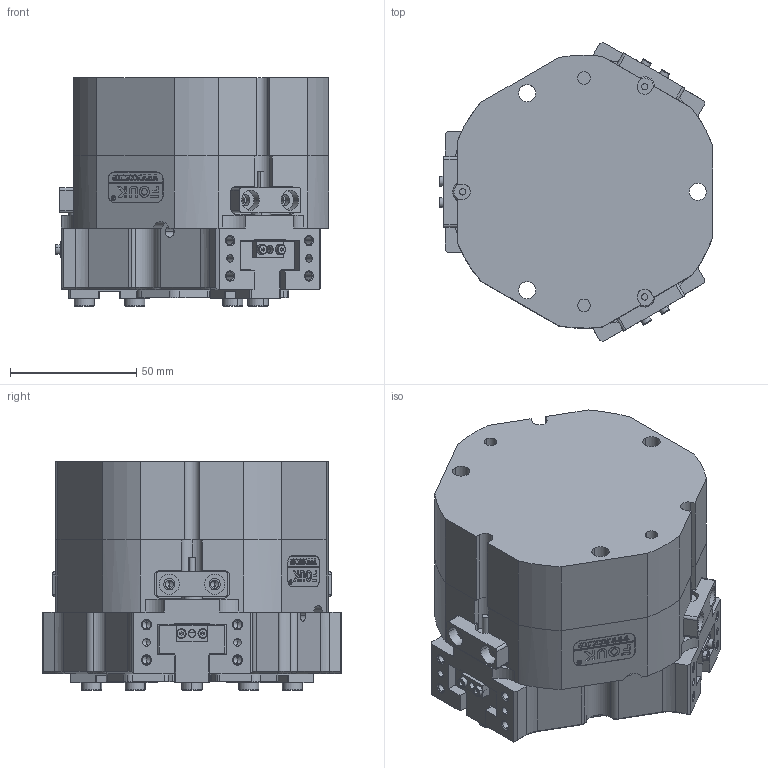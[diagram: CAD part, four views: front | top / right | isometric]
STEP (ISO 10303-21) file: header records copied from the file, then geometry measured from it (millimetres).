
FILE_DESCRIPTION (( 'STEP AP203' ), '1' );
FILE_NAME ('TZ75-119-S-NO.STEP', '2024-12-06T01:54:29', ( 'USER-' ), ( 'Microsoft' ), 'SwSTEP 2.0', 'SolidWorks 2018', '' );
FILE_SCHEMA (( 'CONFIG_CONTROL_DESIGN' ));
Length unit declared in the file: millimetre
Products named in the file (12): 25x12-R3; TZ75-119-S-02-賑輸; 揤輸杅耀.sldasm-Part-9; 8x6隅弇杶; TZ75C-T-01 ァ蛈褲极釱; 埴翐芛_GB_FASTENER_SCREWS_HSHCS M2X8-N; 8-18換覜ん; TZ75-119-S-NO; 揤极18; TZ75-119-M-06 笢猾啣; 揤輸蚾饜极; TZ75BS-1-03 菁窒晊扥裔
Assembly tree (25 placements, depth 3):
  TZ75-119-S-NO
    TZ75C-T-01 ァ蛈褲极釱
    TZ75-119-S-02-賑輸  x3
    TZ75-119-M-06 笢猾啣
    揤极18  x3
    8-18換覜ん  x3
    8x6隅弇杶  x6
    TZ75BS-1-03 菁窒晊扥裔
    25x12-R3
    揤輸蚾饜极  x3
      揤輸杅耀.sldasm-Part-9
      埴翐芛_GB_FASTENER_SCREWS_HSHCS M2X8-N
Bounding box: 108.37 x 118.26 x 90.5 mm (x, y, z)
Volume: 692736.7 mm3; surface area: 118332.6 mm2
Topology: 28 solids, 40 shells, 1632 faces, 4175 edges, 2631 vertices
Faces by surface type: plane 750, cylinder 446, cone 269, bspline 155, torus 12
Entity records: 42950 total; most frequent: CARTESIAN_POINT 12604, ORIENTED_EDGE 6094, DIRECTION 5680, EDGE_CURVE 3047, VERTEX_POINT 1982, LINE 1908, VECTOR 1908, AXIS2_PLACEMENT_3D 1886
